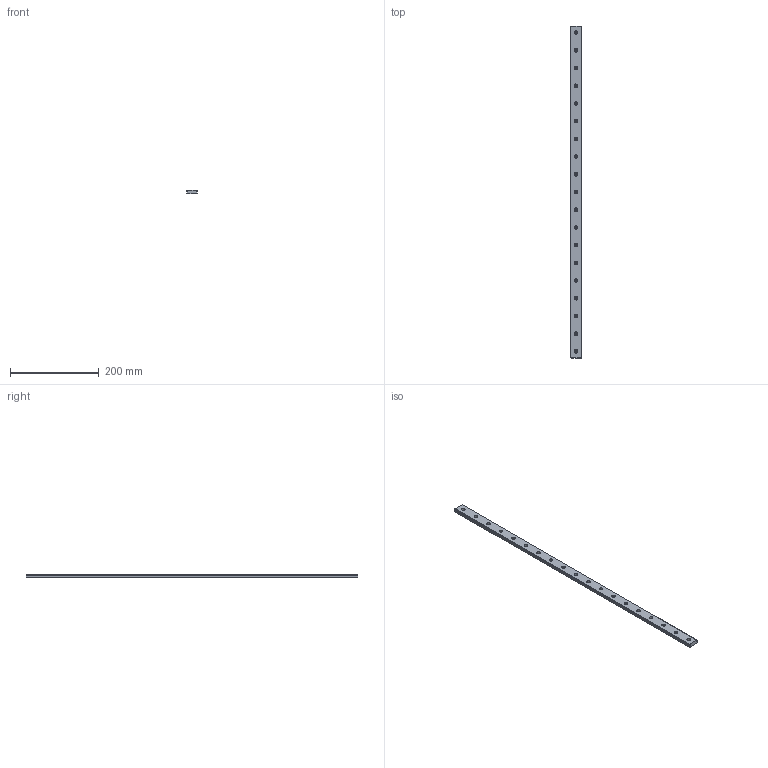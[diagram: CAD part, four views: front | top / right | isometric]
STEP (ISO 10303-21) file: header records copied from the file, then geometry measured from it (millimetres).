
FILE_DESCRIPTION (( 'STEP AP203' ), '1' );
FILE_NAME ('MB12-750L.step', '2021-02-18T17:44:58', ( '' ), ( '' ), 'SwSTEP 2.0', 'SolidWorks 2019', '' );
FILE_SCHEMA (( 'CONFIG_CONTROL_DESIGN' ));
Length unit declared in the file: millimetre
Products named in the file (1): MB12-750L
Bounding box: 24 x 750 x 8.5 mm (x, y, z)
Volume: 143764.3 mm3; surface area: 53963.9 mm2
Topology: 1 solids, 1 shells, 120 faces, 297 edges, 198 vertices
Faces by surface type: cylinder 86, plane 34
Entity records: 3806 total; most frequent: DIRECTION 711, CARTESIAN_POINT 616, ORIENTED_EDGE 594, EDGE_CURVE 297, AXIS2_PLACEMENT_3D 293, VERTEX_POINT 198, EDGE_LOOP 177, CIRCLE 172
